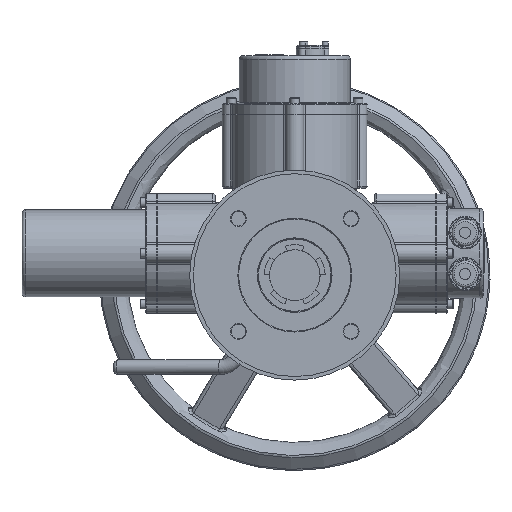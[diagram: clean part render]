
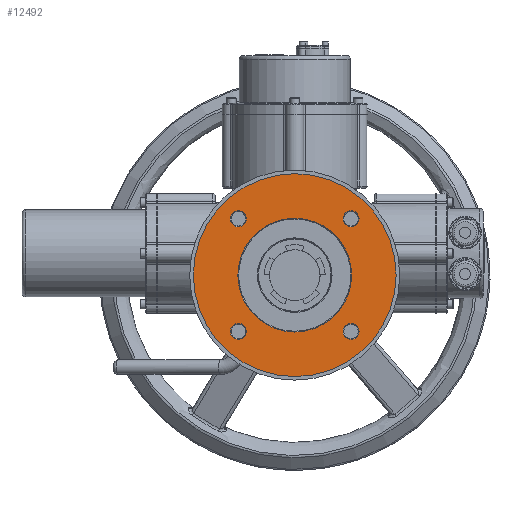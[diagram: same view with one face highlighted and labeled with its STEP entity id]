
A CAD part, front view. The second image highlights one B-rep face of the part: STEP entity #12492.
In plain terms, the highlighted planar face has unit normal (0, -1, 0).
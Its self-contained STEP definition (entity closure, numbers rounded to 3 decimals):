
#2267=FACE_BOUND('',#3387,.T.);
#2268=FACE_BOUND('',#3388,.T.);
#2269=FACE_BOUND('',#3389,.T.);
#2270=FACE_BOUND('',#3390,.T.);
#2271=FACE_BOUND('',#3391,.T.);
#2392=PLANE('',#13456);
#2608=FACE_OUTER_BOUND('',#3386,.T.);
#3386=EDGE_LOOP('',(#8338));
#3387=EDGE_LOOP('',(#8339));
#3388=EDGE_LOOP('',(#8340));
#3389=EDGE_LOOP('',(#8341));
#3390=EDGE_LOOP('',(#8342));
#3391=EDGE_LOOP('',(#8343));
#4182=CIRCLE('',#13455,78.5);
#4183=CIRCLE('',#13457,140.);
#4184=CIRCLE('',#13458,11.);
#4185=CIRCLE('',#13459,11.);
#4186=CIRCLE('',#13460,11.);
#4187=CIRCLE('',#13461,11.);
#5078=VERTEX_POINT('',#19429);
#5079=VERTEX_POINT('',#19433);
#5080=VERTEX_POINT('',#19435);
#5081=VERTEX_POINT('',#19437);
#5082=VERTEX_POINT('',#19439);
#5083=VERTEX_POINT('',#19441);
#6295=EDGE_CURVE('',#5078,#5078,#4182,.T.);
#6296=EDGE_CURVE('',#5079,#5079,#4183,.T.);
#6297=EDGE_CURVE('',#5080,#5080,#4184,.T.);
#6298=EDGE_CURVE('',#5081,#5081,#4185,.T.);
#6299=EDGE_CURVE('',#5082,#5082,#4186,.T.);
#6300=EDGE_CURVE('',#5083,#5083,#4187,.T.);
#8338=ORIENTED_EDGE('',*,*,#6296,.T.);
#8339=ORIENTED_EDGE('',*,*,#6297,.F.);
#8340=ORIENTED_EDGE('',*,*,#6298,.F.);
#8341=ORIENTED_EDGE('',*,*,#6299,.F.);
#8342=ORIENTED_EDGE('',*,*,#6300,.F.);
#8343=ORIENTED_EDGE('',*,*,#6295,.F.);
#12492=ADVANCED_FACE('',(#2608,#2267,#2268,#2269,#2270,#2271),#2392,.T.);
#13455=AXIS2_PLACEMENT_3D('',#19431,#15238,#15239);
#13456=AXIS2_PLACEMENT_3D('',#19432,#15240,#15241);
#13457=AXIS2_PLACEMENT_3D('',#19434,#15242,#15243);
#13458=AXIS2_PLACEMENT_3D('',#19436,#15244,#15245);
#13459=AXIS2_PLACEMENT_3D('',#19438,#15246,#15247);
#13460=AXIS2_PLACEMENT_3D('',#19440,#15248,#15249);
#13461=AXIS2_PLACEMENT_3D('',#19442,#15250,#15251);
#15238=DIRECTION('center_axis',(0.,-1.,0.));
#15239=DIRECTION('ref_axis',(-1.,0.,0.));
#15240=DIRECTION('center_axis',(0.,-1.,0.));
#15241=DIRECTION('ref_axis',(0.,0.,-1.));
#15242=DIRECTION('center_axis',(0.,-1.,0.));
#15243=DIRECTION('ref_axis',(-1.,0.,0.));
#15244=DIRECTION('center_axis',(0.,-1.,0.));
#15245=DIRECTION('ref_axis',(-1.,0.,0.));
#15246=DIRECTION('center_axis',(0.,-1.,0.));
#15247=DIRECTION('ref_axis',(-1.,0.,0.));
#15248=DIRECTION('center_axis',(0.,-1.,0.));
#15249=DIRECTION('ref_axis',(-1.,0.,0.));
#15250=DIRECTION('center_axis',(0.,-1.,0.));
#15251=DIRECTION('ref_axis',(-1.,0.,0.));
#19429=CARTESIAN_POINT('',(78.5,-22.,0.));
#19431=CARTESIAN_POINT('Origin',(0.,-22.,0.));
#19432=CARTESIAN_POINT('Origin',(0.,-22.,0.));
#19433=CARTESIAN_POINT('',(140.,-22.,0.));
#19434=CARTESIAN_POINT('Origin',(0.,-22.,0.));
#19435=CARTESIAN_POINT('',(88.782,-22.,-77.782));
#19436=CARTESIAN_POINT('Origin',(77.782,-22.,-77.782));
#19437=CARTESIAN_POINT('',(88.782,-22.,77.782));
#19438=CARTESIAN_POINT('Origin',(77.782,-22.,77.782));
#19439=CARTESIAN_POINT('',(-66.782,-22.,77.782));
#19440=CARTESIAN_POINT('Origin',(-77.782,-22.,77.782));
#19441=CARTESIAN_POINT('',(-66.782,-22.,-77.782));
#19442=CARTESIAN_POINT('Origin',(-77.782,-22.,-77.782));
